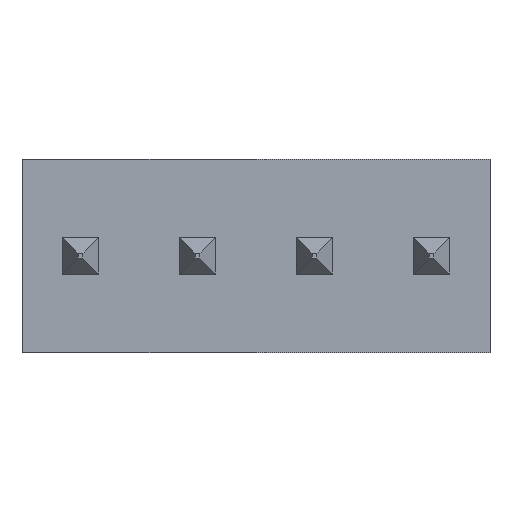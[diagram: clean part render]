
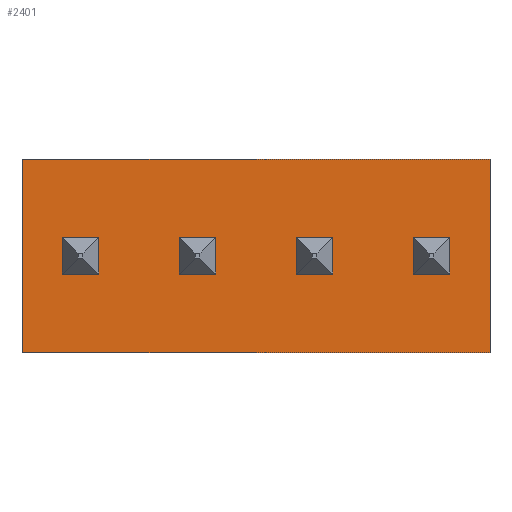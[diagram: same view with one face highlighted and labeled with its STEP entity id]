
A CAD part, top view. The second image highlights one B-rep face of the part: STEP entity #2401.
In plain terms, the highlighted planar face has unit normal (0, 0, 1).
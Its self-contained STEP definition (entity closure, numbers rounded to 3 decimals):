
#2276 = CARTESIAN_POINT ( 'NONE',  ( 4.445, 1.05, 2.54 ) ) ;
#2277 = VERTEX_POINT ( 'NONE', #2276 ) ;
#2284 = CARTESIAN_POINT ( 'NONE',  ( 4.445, -1.05, 2.54 ) ) ;
#2285 = VERTEX_POINT ( 'NONE', #2284 ) ;
#2286 = CARTESIAN_POINT ( 'NONE',  ( 4.445, -1.05, 2.54 ) ) ;
#2287 = DIRECTION ( 'NONE',  ( 0., 1., 0. ) ) ;
#2288 = VECTOR ( 'NONE', #2287, 1000. ) ;
#2289 = LINE ( 'NONE', #2286, #2288 ) ;
#2290 = EDGE_CURVE ( 'NONE', #2285, #2277, #2289, .T. ) ;
#2314 = CARTESIAN_POINT ( 'NONE',  ( -0.635, 1.05, 2.54 ) ) ;
#2315 = VERTEX_POINT ( 'NONE', #2314 ) ;
#2322 = CARTESIAN_POINT ( 'NONE',  ( -0.635, 1.05, 2.54 ) ) ;
#2323 = DIRECTION ( 'NONE',  ( -1., 0., 0. ) ) ;
#2324 = VECTOR ( 'NONE', #2323, 1000. ) ;
#2325 = LINE ( 'NONE', #2322, #2324 ) ;
#2326 = EDGE_CURVE ( 'NONE', #2277, #2315, #2325, .T. ) ;
#2345 = CARTESIAN_POINT ( 'NONE',  ( -0.635, -1.05, 2.54 ) ) ;
#2346 = VERTEX_POINT ( 'NONE', #2345 ) ;
#2353 = CARTESIAN_POINT ( 'NONE',  ( -0.635, -1.05, 2.54 ) ) ;
#2354 = DIRECTION ( 'NONE',  ( 0., -1., 0. ) ) ;
#2355 = VECTOR ( 'NONE', #2354, 1000. ) ;
#2356 = LINE ( 'NONE', #2353, #2355 ) ;
#2357 = EDGE_CURVE ( 'NONE', #2315, #2346, #2356, .T. ) ;
#2375 = CARTESIAN_POINT ( 'NONE',  ( -0.635, -1.05, 2.54 ) ) ;
#2376 = DIRECTION ( 'NONE',  ( 1., 0., 0. ) ) ;
#2377 = VECTOR ( 'NONE', #2376, 1000. ) ;
#2378 = LINE ( 'NONE', #2375, #2377 ) ;
#2379 = EDGE_CURVE ( 'NONE', #2346, #2285, #2378, .T. ) ;
#2390 = ORIENTED_EDGE ( 'NONE', *, *, #2290, .T. ) ;
#2391 = ORIENTED_EDGE ( 'NONE', *, *, #2326, .T. ) ;
#2392 = ORIENTED_EDGE ( 'NONE', *, *, #2357, .T. ) ;
#2393 = ORIENTED_EDGE ( 'NONE', *, *, #2379, .T. ) ;
#2394 = EDGE_LOOP ( 'NONE', ( #2390, #2391, #2392, #2393 ) ) ;
#2395 = FACE_OUTER_BOUND ( 'NONE', #2394, .T. ) ;
#2396 = CARTESIAN_POINT ( 'NONE',  ( 1.905, 0., 2.54 ) ) ;
#2397 = DIRECTION ( 'NONE',  ( 0., 0., -1. ) ) ;
#2398 = DIRECTION ( 'NONE',  ( 0., 1., 0. ) ) ;
#2399 = AXIS2_PLACEMENT_3D ( 'NONE', #2396, #2397, #2398 ) ;
#2400 = PLANE ( 'NONE', #2399 ) ;
#2401 = ADVANCED_FACE ( 'NONE', ( #2395 ), #2400, .F. ) ;
